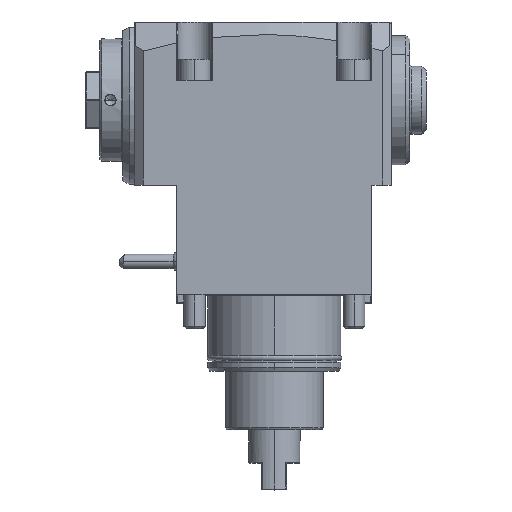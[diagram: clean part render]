
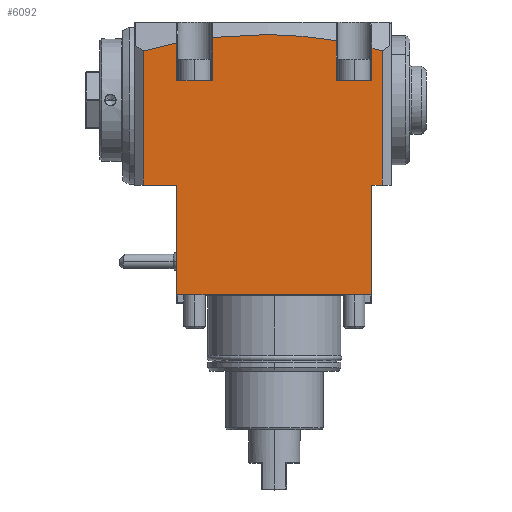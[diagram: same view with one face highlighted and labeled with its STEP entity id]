
A CAD part, top view. The second image highlights one B-rep face of the part: STEP entity #6092.
In plain terms, the highlighted planar face has unit normal (0, 0, 1).
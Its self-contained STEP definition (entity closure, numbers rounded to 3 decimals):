
#263=DIRECTION('',(-1.,0.,0.));
#264=VECTOR('',#263,110.);
#265=CARTESIAN_POINT('',(134.,0.,56.));
#266=LINE('',#265,#264);
#431=DIRECTION('',(0.,-1.,0.));
#432=VECTOR('',#431,75.637);
#433=CARTESIAN_POINT('',(140.,137.637,56.));
#434=LINE('',#433,#432);
#435=DIRECTION('',(-1.,0.,0.));
#436=VECTOR('',#435,6.);
#437=CARTESIAN_POINT('',(140.,62.,56.));
#438=LINE('',#437,#436);
#439=DIRECTION('',(0.,1.,0.));
#440=VECTOR('',#439,62.);
#441=CARTESIAN_POINT('',(134.,0.,56.));
#442=LINE('',#441,#440);
#443=DIRECTION('',(0.,1.,0.));
#444=VECTOR('',#443,62.);
#445=CARTESIAN_POINT('',(24.,0.,56.));
#446=LINE('',#445,#444);
#447=DIRECTION('',(1.,0.,0.));
#448=VECTOR('',#447,19.);
#449=CARTESIAN_POINT('',(5.,62.,56.));
#450=LINE('',#449,#448);
#451=CARTESIAN_POINT('',(23.931,142.14,56.));
#452=CARTESIAN_POINT('',(17.564,140.878,56.));
#453=CARTESIAN_POINT('',(11.254,139.375,56.));
#454=CARTESIAN_POINT('',(5.,137.637,56.));
#456=DIRECTION('',(-0.631,0.776,0.));
#457=VECTOR('',#456,0.11);
#458=CARTESIAN_POINT('',(24.,142.055,56.));
#459=LINE('',#458,#457);
#460=DIRECTION('',(0.,1.,0.));
#461=VECTOR('',#460,21.055);
#462=CARTESIAN_POINT('',(24.,121.,56.));
#463=LINE('',#462,#461);
#464=DIRECTION('',(0.,-1.,0.));
#465=VECTOR('',#464,24.285);
#466=CARTESIAN_POINT('',(44.,145.285,56.));
#467=LINE('',#466,#465);
#468=CARTESIAN_POINT('',(44.,145.285,56.));
#469=CARTESIAN_POINT('',(55.71,146.638,56.));
#470=CARTESIAN_POINT('',(79.086,147.665,56.));
#471=CARTESIAN_POINT('',(102.377,145.4,56.));
#472=CARTESIAN_POINT('',(114.,143.437,56.));
#474=DIRECTION('',(0.,1.,0.));
#475=VECTOR('',#474,22.437);
#476=CARTESIAN_POINT('',(114.,121.,56.));
#477=LINE('',#476,#475);
#478=DIRECTION('',(0.,-1.,0.));
#479=VECTOR('',#478,18.101);
#480=CARTESIAN_POINT('',(134.,139.101,56.));
#481=LINE('',#480,#479);
#482=DIRECTION('',(-0.645,-0.764,0.));
#483=VECTOR('',#482,0.136);
#484=CARTESIAN_POINT('',(134.088,139.205,56.));
#485=LINE('',#484,#483);
#486=CARTESIAN_POINT('',(134.088,139.205,56.));
#487=CARTESIAN_POINT('',(136.065,138.706,56.));
#488=CARTESIAN_POINT('',(138.035,138.183,56.));
#489=CARTESIAN_POINT('',(140.,137.637,56.));
#502=CARTESIAN_POINT('',(140.,137.637,56.));
#922=CARTESIAN_POINT('',(44.,145.285,56.));
#951=DIRECTION('',(-1.,0.,0.));
#952=VECTOR('',#951,20.);
#953=CARTESIAN_POINT('',(134.,121.,56.));
#954=LINE('',#953,#952);
#1128=DIRECTION('',(-1.,0.,0.));
#1129=VECTOR('',#1128,20.);
#1130=CARTESIAN_POINT('',(44.,121.,56.));
#1131=LINE('',#1130,#1129);
#1226=DIRECTION('',(0.,-1.,0.));
#1227=VECTOR('',#1226,75.637);
#1228=CARTESIAN_POINT('',(5.,137.637,56.));
#1229=LINE('',#1228,#1227);
#1242=CARTESIAN_POINT('',(5.,137.637,56.));
#4746=VERTEX_POINT('',#1242);
#4749=VERTEX_POINT('',#502);
#4755=CARTESIAN_POINT('',(24.,121.,56.));
#4757=VERTEX_POINT('',#4755);
#4758=CARTESIAN_POINT('',(24.,142.055,56.));
#4759=CARTESIAN_POINT('',(23.931,142.14,56.));
#4760=VERTEX_POINT('',#4758);
#4761=VERTEX_POINT('',#4759);
#4769=VERTEX_POINT('',#922);
#4770=CARTESIAN_POINT('',(44.,121.,56.));
#4771=VERTEX_POINT('',#4770);
#4792=VERTEX_POINT('',#486);
#4793=VERTEX_POINT('',#472);
#4795=CARTESIAN_POINT('',(114.,121.,56.));
#4797=VERTEX_POINT('',#4795);
#4802=CARTESIAN_POINT('',(134.,121.,56.));
#4804=VERTEX_POINT('',#4802);
#4851=CARTESIAN_POINT('',(134.,139.101,56.));
#4853=VERTEX_POINT('',#4851);
#5321=CARTESIAN_POINT('',(24.,0.,56.));
#5322=CARTESIAN_POINT('',(24.,62.,56.));
#5323=VERTEX_POINT('',#5321);
#5324=VERTEX_POINT('',#5322);
#5325=CARTESIAN_POINT('',(5.,62.,56.));
#5326=VERTEX_POINT('',#5325);
#5333=CARTESIAN_POINT('',(134.,0.,56.));
#5334=VERTEX_POINT('',#5333);
#5381=CARTESIAN_POINT('',(140.,62.,56.));
#5382=VERTEX_POINT('',#5381);
#5383=CARTESIAN_POINT('',(134.,62.,56.));
#5384=VERTEX_POINT('',#5383);
#6051=CARTESIAN_POINT('',(0.,154.,56.));
#6052=DIRECTION('',(0.,0.,1.));
#6053=DIRECTION('',(0.,-1.,0.));
#6054=AXIS2_PLACEMENT_3D('',#6051,#6052,#6053);
#6055=PLANE('',#6054);
#6057=ORIENTED_EDGE('',*,*,#6056,.T.);
#6059=ORIENTED_EDGE('',*,*,#6058,.T.);
#6061=ORIENTED_EDGE('',*,*,#6060,.F.);
#6062=ORIENTED_EDGE('',*,*,#5774,.T.);
#6063=ORIENTED_EDGE('',*,*,#5754,.T.);
#6065=ORIENTED_EDGE('',*,*,#6064,.F.);
#6067=ORIENTED_EDGE('',*,*,#6066,.F.);
#6069=ORIENTED_EDGE('',*,*,#6068,.F.);
#6071=ORIENTED_EDGE('',*,*,#6070,.F.);
#6073=ORIENTED_EDGE('',*,*,#6072,.F.);
#6075=ORIENTED_EDGE('',*,*,#6074,.F.);
#6077=ORIENTED_EDGE('',*,*,#6076,.F.);
#6079=ORIENTED_EDGE('',*,*,#6078,.T.);
#6081=ORIENTED_EDGE('',*,*,#6080,.F.);
#6083=ORIENTED_EDGE('',*,*,#6082,.F.);
#6085=ORIENTED_EDGE('',*,*,#6084,.F.);
#6087=ORIENTED_EDGE('',*,*,#6086,.F.);
#6089=ORIENTED_EDGE('',*,*,#6088,.T.);
#6090=EDGE_LOOP('',(#6057,#6059,#6061,#6062,#6063,#6065,#6067,#6069,#6071,#6073,
#6075,#6077,#6079,#6081,#6083,#6085,#6087,#6089));
#6091=FACE_OUTER_BOUND('',#6090,.F.);
#455=B_SPLINE_CURVE_WITH_KNOTS('',3,(#451,#452,#453,#454),.UNSPECIFIED.,.F.,.F.,
(4,4),(0.,1.),.UNSPECIFIED.);
#473=B_SPLINE_CURVE_WITH_KNOTS('',3,(#468,#469,#470,#471,#472),.UNSPECIFIED.,
.F.,.F.,(4,1,4),(0.,0.5,1.),.UNSPECIFIED.);
#490=B_SPLINE_CURVE_WITH_KNOTS('',3,(#486,#487,#488,#489),.UNSPECIFIED.,.F.,.F.,
(4,4),(0.,1.),.UNSPECIFIED.);
#5754=EDGE_CURVE('',#5323,#5324,#446,.T.);
#5774=EDGE_CURVE('',#5334,#5323,#266,.T.);
#6056=EDGE_CURVE('',#4749,#5382,#434,.T.);
#6058=EDGE_CURVE('',#5382,#5384,#438,.T.);
#6060=EDGE_CURVE('',#5334,#5384,#442,.T.);
#6064=EDGE_CURVE('',#5326,#5324,#450,.T.);
#6066=EDGE_CURVE('',#4746,#5326,#1229,.T.);
#6068=EDGE_CURVE('',#4761,#4746,#455,.T.);
#6070=EDGE_CURVE('',#4760,#4761,#459,.T.);
#6072=EDGE_CURVE('',#4757,#4760,#463,.T.);
#6074=EDGE_CURVE('',#4771,#4757,#1131,.T.);
#6076=EDGE_CURVE('',#4769,#4771,#467,.T.);
#6078=EDGE_CURVE('',#4769,#4793,#473,.T.);
#6080=EDGE_CURVE('',#4797,#4793,#477,.T.);
#6082=EDGE_CURVE('',#4804,#4797,#954,.T.);
#6084=EDGE_CURVE('',#4853,#4804,#481,.T.);
#6086=EDGE_CURVE('',#4792,#4853,#485,.T.);
#6088=EDGE_CURVE('',#4792,#4749,#490,.T.);
#6092=ADVANCED_FACE('',(#6091),#6055,.T.);
